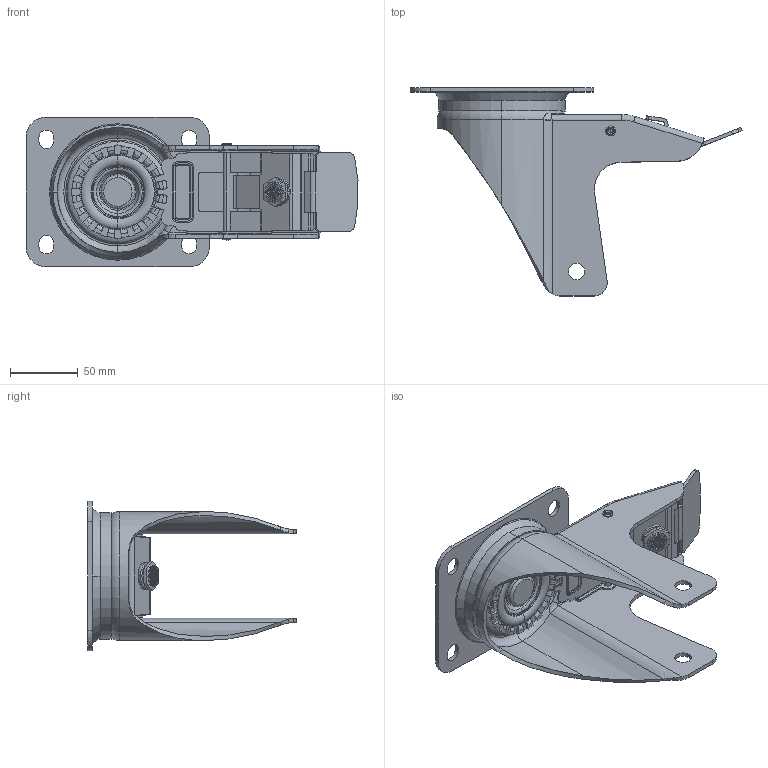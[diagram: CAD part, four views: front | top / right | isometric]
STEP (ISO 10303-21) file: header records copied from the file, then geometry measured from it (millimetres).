
FILE_DESCRIPTION (( 'STEP AP214' ), '1' );
FILE_NAME ('0055264.step', '2023-03-07T10:17:43', ( '' ), ( '' ), 'SwSTEP 2.0', 'SolidWorks 2020', '' );
FILE_SCHEMA (( 'AUTOMOTIVE_DESIGN' ));
Length unit declared in the file: millimetre
Products named in the file (1): 0055264
Bounding box: 244.14 x 153 x 110 mm (x, y, z)
Surface area: 122546.6 mm2 (no closed solid volume)
Topology: 0 solids, 13 shells, 506 faces, 1534 edges, 1027 vertices
Faces by surface type: plane 179, cylinder 146, torus 97, cone 41, bspline 29, sphere 14
Entity records: 26786 total; most frequent: CARTESIAN_POINT 7615, DIRECTION 3007, ORIENTED_EDGE 2572, EDGE_CURVE 1534, AXIS2_PLACEMENT_3D 1189, VERTEX_POINT 1027, CIRCLE 711, LINE 629
